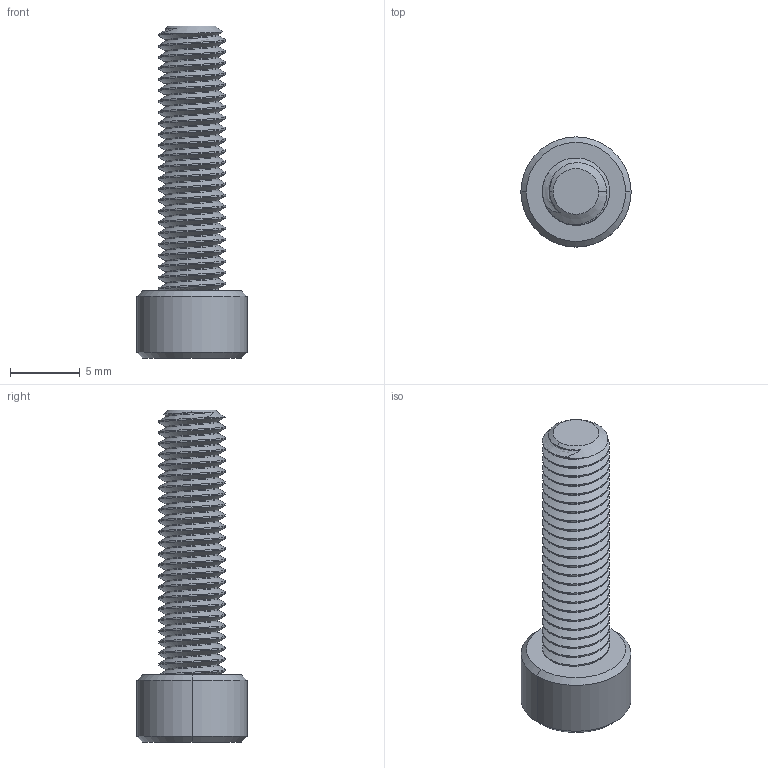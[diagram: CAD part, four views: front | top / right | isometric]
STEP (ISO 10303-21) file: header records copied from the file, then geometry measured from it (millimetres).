
FILE_DESCRIPTION (( 'STEP AP214' ), '1' );
FILE_NAME ('am-1047 10-32 x 0750 SHCS_90128A945.STEP', '2025-01-07T21:06:15', ( '' ), ( '' ), 'SwSTEP 2.0', 'SolidWorks 2024', '' );
FILE_SCHEMA (( 'AUTOMOTIVE_DESIGN' ));
Length unit declared in the file: inch
Products named in the file (1): am-1047 10-32 x 0750 SHCS_90128A945
Bounding box: 7.92 x 7.92 x 23.88 mm (x, y, z)
Volume: 472 mm3; surface area: 690.7 mm2
Topology: 1 solids, 1 shells, 124 faces, 344 edges, 224 vertices
Faces by surface type: cylinder 99, cone 13, plane 10, bspline 2
Entity records: 6431 total; most frequent: CARTESIAN_POINT 3832, ORIENTED_EDGE 688, DIRECTION 404, EDGE_CURVE 344, VERTEX_POINT 224, AXIS2_PLACEMENT_3D 144, EDGE_LOOP 126, ADVANCED_FACE 124
